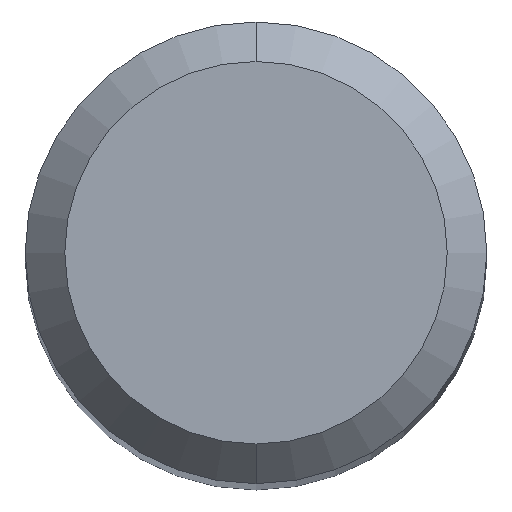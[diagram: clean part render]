
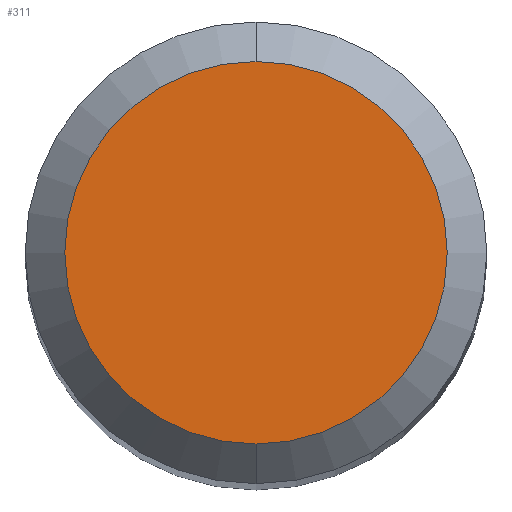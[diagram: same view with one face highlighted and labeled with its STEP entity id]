
A CAD part, top view. The second image highlights one B-rep face of the part: STEP entity #311.
In plain terms, the highlighted planar face has unit normal (0, 0, 1).
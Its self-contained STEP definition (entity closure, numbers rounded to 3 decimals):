
#245=EDGE_CURVE('',#413,#535,#637,.T.);
#311=ADVANCED_FACE('',(#710),#711,.T.);
#319=EDGE_CURVE('',#535,#413,#720,.T.);
#413=VERTEX_POINT('',#827);
#535=VERTEX_POINT('',#959);
#637=CIRCLE('',#1088,1.45);
#710=FACE_OUTER_BOUND('',#1250,.T.);
#711=PLANE('',#1251);
#720=CIRCLE('',#1288,1.45);
#827=CARTESIAN_POINT('',(0.,-1.45,0.0));
#959=CARTESIAN_POINT('',(0.0,1.45,0.0));
#1088=AXIS2_PLACEMENT_3D('',#1814,#1815,#1816);
#1250=EDGE_LOOP('',(#1910,#1911));
#1251=AXIS2_PLACEMENT_3D('',#1912,#1913,#1914);
#1288=AXIS2_PLACEMENT_3D('',#1923,#1924,#1925);
#1814=CARTESIAN_POINT('',(0.0,0.0,0.0));
#1815=DIRECTION('',(0.0,0.0,-1.0));
#1816=DIRECTION('',(0.0,1.0,0.0));
#1910=ORIENTED_EDGE('',*,*,#319,.F.);
#1911=ORIENTED_EDGE('',*,*,#245,.F.);
#1912=CARTESIAN_POINT('',(0.0,0.725,0.0));
#1913=DIRECTION('',(-0.0,0.0,1.0));
#1914=DIRECTION('',(0.0,-1.0,0.0));
#1923=CARTESIAN_POINT('',(0.0,0.0,0.0));
#1924=DIRECTION('',(0.0,0.0,-1.0));
#1925=DIRECTION('',(0.0,1.0,0.0));
